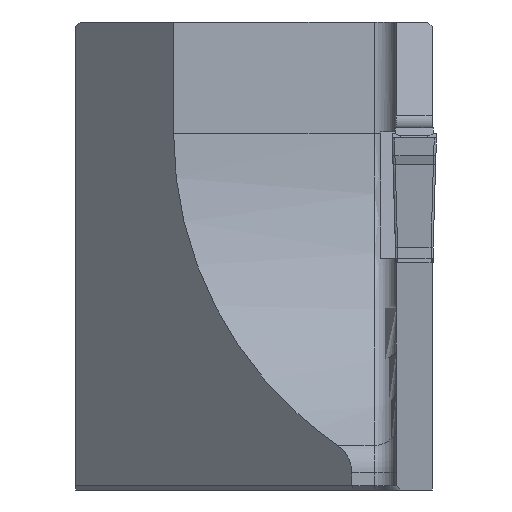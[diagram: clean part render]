
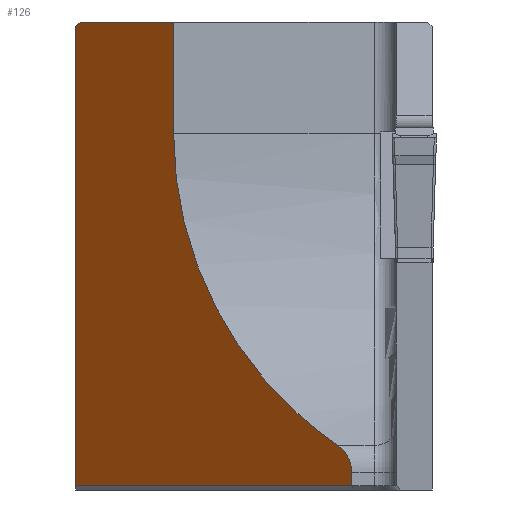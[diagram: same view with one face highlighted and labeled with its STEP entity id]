
A CAD part, left-side view. The second image highlights one B-rep face of the part: STEP entity #126.
In plain terms, the highlighted planar face has unit normal (-0.707, 0.707, 0).
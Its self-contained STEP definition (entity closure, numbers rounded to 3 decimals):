
#82=ELLIPSE('',#1636,2.121,1.5);
#83=ELLIPSE('',#1646,24.042,17.);
#126=ADVANCED_FACE('',(#271),#204,.F.);
#204=PLANE('',#1659);
#271=FACE_OUTER_BOUND('',#356,.T.);
#356=EDGE_LOOP('',(#542,#543,#544,#545,#546,#547,#548,#549));
#542=ORIENTED_EDGE('',*,*,#1088,.F.);
#543=ORIENTED_EDGE('',*,*,#1111,.T.);
#544=ORIENTED_EDGE('',*,*,#1080,.F.);
#545=ORIENTED_EDGE('',*,*,#1085,.F.);
#546=ORIENTED_EDGE('',*,*,#1101,.F.);
#547=ORIENTED_EDGE('',*,*,#1098,.F.);
#548=ORIENTED_EDGE('',*,*,#1075,.F.);
#549=ORIENTED_EDGE('',*,*,#1112,.T.);
#928=VERTEX_POINT('',#2262);
#929=VERTEX_POINT('',#2264);
#932=VERTEX_POINT('',#2273);
#933=VERTEX_POINT('',#2274);
#937=VERTEX_POINT('',#2283);
#938=VERTEX_POINT('',#2288);
#939=VERTEX_POINT('',#2290);
#944=VERTEX_POINT('',#2310);
#1075=EDGE_CURVE('',#928,#929,#1296,.T.);
#1080=EDGE_CURVE('',#932,#933,#1300,.T.);
#1085=EDGE_CURVE('',#937,#932,#82,.T.);
#1088=EDGE_CURVE('',#938,#939,#1306,.T.);
#1098=EDGE_CURVE('',#929,#944,#1315,.T.);
#1101=EDGE_CURVE('',#944,#937,#83,.T.);
#1111=EDGE_CURVE('',#938,#933,#1319,.T.);
#1112=EDGE_CURVE('',#928,#939,#1320,.T.);
#1296=LINE('',#2263,#1472);
#1300=LINE('',#2272,#1476);
#1306=LINE('',#2289,#1482);
#1315=LINE('',#2309,#1491);
#1319=LINE('',#2345,#1495);
#1320=LINE('',#2346,#1496);
#1472=VECTOR('',#1802,1.);
#1476=VECTOR('',#1810,1.);
#1482=VECTOR('',#1824,1.);
#1491=VECTOR('',#1845,1.);
#1495=VECTOR('',#1877,1.);
#1496=VECTOR('',#1878,1.);
#1636=AXIS2_PLACEMENT_3D('',#2284,#1817,#1818);
#1646=AXIS2_PLACEMENT_3D('',#2315,#1850,#1851);
#1659=AXIS2_PLACEMENT_3D('',#2347,#1879,#1880);
#1802=DIRECTION('',(-0.707,-0.707,0.));
#1810=DIRECTION('',(0.,0.,-1.));
#1817=DIRECTION('',(0.707,-0.707,0.));
#1818=DIRECTION('',(-0.707,-0.707,0.));
#1824=DIRECTION('',(0.,0.,1.));
#1845=DIRECTION('',(0.,0.,-1.));
#1850=DIRECTION('',(-0.707,0.707,0.));
#1851=DIRECTION('',(-0.707,-0.707,0.));
#1877=DIRECTION('',(-0.707,-0.707,0.));
#1878=DIRECTION('',(0.577,0.577,-0.577));
#1879=DIRECTION('',(0.707,-0.707,0.));
#1880=DIRECTION('',(0.707,0.707,0.));
#2262=CARTESIAN_POINT('',(21.2,-0.2,5.));
#2263=CARTESIAN_POINT('',(9.,-12.4,5.));
#2264=CARTESIAN_POINT('',(17.,-4.4,5.));
#2272=CARTESIAN_POINT('',(9.,-12.4,-27.));
#2273=CARTESIAN_POINT('',(9.,-12.4,-15.232));
#2274=CARTESIAN_POINT('',(9.,-12.4,-15.8));
#2283=CARTESIAN_POINT('',(9.649,-11.751,-13.997));
#2284=CARTESIAN_POINT('',(10.5,-10.9,-15.232));
#2288=CARTESIAN_POINT('',(21.4,0.,-15.8));
#2289=CARTESIAN_POINT('',(21.4,0.,-27.));
#2290=CARTESIAN_POINT('',(21.4,0.,4.8));
#2309=CARTESIAN_POINT('',(17.,-4.4,-27.));
#2310=CARTESIAN_POINT('',(17.,-4.4,0.));
#2315=CARTESIAN_POINT('',(0.,-21.4,0.));
#2345=CARTESIAN_POINT('',(9.,-12.4,-15.8));
#2346=CARTESIAN_POINT('',(14.133,-7.267,12.067));
#2347=CARTESIAN_POINT('',(9.,-12.4,-27.));
